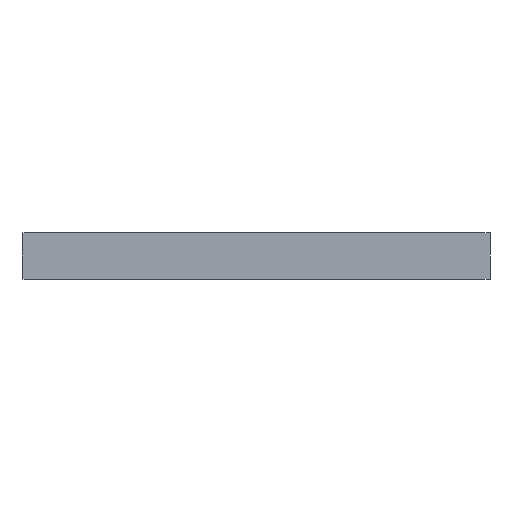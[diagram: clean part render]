
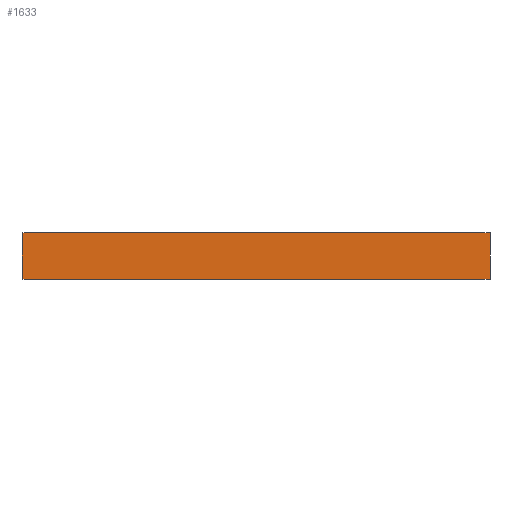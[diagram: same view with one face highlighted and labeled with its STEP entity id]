
A CAD part, front view. The second image highlights one B-rep face of the part: STEP entity #1633.
In plain terms, the highlighted planar face has unit normal (0, -1, 0).
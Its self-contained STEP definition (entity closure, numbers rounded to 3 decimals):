
#44 = PLANE('',#45);
#45 = AXIS2_PLACEMENT_3D('',#46,#47,#48);
#46 = CARTESIAN_POINT('',(-20.,-2.563,0.));
#47 = DIRECTION('',(-0.,-0.,-1.));
#48 = DIRECTION('',(-1.,0.,0.));
#100 = PLANE('',#101);
#101 = AXIS2_PLACEMENT_3D('',#102,#103,#104);
#102 = CARTESIAN_POINT('',(-20.,-2.563,4.));
#103 = DIRECTION('',(-0.,-0.,-1.));
#104 = DIRECTION('',(-1.,0.,0.));
#223 = VERTEX_POINT('',#224);
#224 = CARTESIAN_POINT('',(0.,-37.,0.));
#238 = PLANE('',#239);
#239 = AXIS2_PLACEMENT_3D('',#240,#241,#242);
#240 = CARTESIAN_POINT('',(0.,-25.,0.));
#241 = DIRECTION('',(1.,0.,0.));
#242 = DIRECTION('',(0.,-1.,0.));
#250 = EDGE_CURVE('',#223,#251,#253,.T.);
#251 = VERTEX_POINT('',#252);
#252 = CARTESIAN_POINT('',(-40.,-37.,0.));
#253 = SURFACE_CURVE('',#254,(#258,#265),.PCURVE_S1.);
#254 = LINE('',#255,#256);
#255 = CARTESIAN_POINT('',(0.,-37.,0.));
#256 = VECTOR('',#257,1.);
#257 = DIRECTION('',(-1.,0.,0.));
#258 = PCURVE('',#44,#259);
#259 = DEFINITIONAL_REPRESENTATION('',(#260),#264);
#260 = LINE('',#261,#262);
#261 = CARTESIAN_POINT('',(-20.,-34.437));
#262 = VECTOR('',#263,1.);
#263 = DIRECTION('',(1.,0.));
#264 = ( GEOMETRIC_REPRESENTATION_CONTEXT(2) 
PARAMETRIC_REPRESENTATION_CONTEXT() REPRESENTATION_CONTEXT('2D SPACE',''
  ) );
#265 = PCURVE('',#266,#271);
#266 = PLANE('',#267);
#267 = AXIS2_PLACEMENT_3D('',#268,#269,#270);
#268 = CARTESIAN_POINT('',(0.,-37.,0.));
#269 = DIRECTION('',(0.,-1.,0.));
#270 = DIRECTION('',(-1.,0.,0.));
#271 = DEFINITIONAL_REPRESENTATION('',(#272),#276);
#272 = LINE('',#273,#274);
#273 = CARTESIAN_POINT('',(0.,-0.));
#274 = VECTOR('',#275,1.);
#275 = DIRECTION('',(1.,0.));
#276 = ( GEOMETRIC_REPRESENTATION_CONTEXT(2) 
PARAMETRIC_REPRESENTATION_CONTEXT() REPRESENTATION_CONTEXT('2D SPACE',''
  ) );
#294 = PLANE('',#295);
#295 = AXIS2_PLACEMENT_3D('',#296,#297,#298);
#296 = CARTESIAN_POINT('',(-40.,-37.,0.));
#297 = DIRECTION('',(-1.,0.,0.));
#298 = DIRECTION('',(0.,1.,0.));
#984 = VERTEX_POINT('',#985);
#985 = CARTESIAN_POINT('',(0.,-37.,4.));
#1006 = EDGE_CURVE('',#984,#1007,#1009,.T.);
#1007 = VERTEX_POINT('',#1008);
#1008 = CARTESIAN_POINT('',(-40.,-37.,4.));
#1009 = SURFACE_CURVE('',#1010,(#1014,#1021),.PCURVE_S1.);
#1010 = LINE('',#1011,#1012);
#1011 = CARTESIAN_POINT('',(0.,-37.,4.));
#1012 = VECTOR('',#1013,1.);
#1013 = DIRECTION('',(-1.,0.,0.));
#1014 = PCURVE('',#100,#1015);
#1015 = DEFINITIONAL_REPRESENTATION('',(#1016),#1020);
#1016 = LINE('',#1017,#1018);
#1017 = CARTESIAN_POINT('',(-20.,-34.437));
#1018 = VECTOR('',#1019,1.);
#1019 = DIRECTION('',(1.,0.));
#1020 = ( GEOMETRIC_REPRESENTATION_CONTEXT(2) 
PARAMETRIC_REPRESENTATION_CONTEXT() REPRESENTATION_CONTEXT('2D SPACE',''
  ) );
#1021 = PCURVE('',#266,#1022);
#1022 = DEFINITIONAL_REPRESENTATION('',(#1023),#1027);
#1023 = LINE('',#1024,#1025);
#1024 = CARTESIAN_POINT('',(0.,-4.));
#1025 = VECTOR('',#1026,1.);
#1026 = DIRECTION('',(1.,0.));
#1027 = ( GEOMETRIC_REPRESENTATION_CONTEXT(2) 
PARAMETRIC_REPRESENTATION_CONTEXT() REPRESENTATION_CONTEXT('2D SPACE',''
  ) );
#1585 = EDGE_CURVE('',#223,#984,#1586,.T.);
#1586 = SURFACE_CURVE('',#1587,(#1591,#1598),.PCURVE_S1.);
#1587 = LINE('',#1588,#1589);
#1588 = CARTESIAN_POINT('',(0.,-37.,0.));
#1589 = VECTOR('',#1590,1.);
#1590 = DIRECTION('',(0.,0.,1.));
#1591 = PCURVE('',#238,#1592);
#1592 = DEFINITIONAL_REPRESENTATION('',(#1593),#1597);
#1593 = LINE('',#1594,#1595);
#1594 = CARTESIAN_POINT('',(12.,0.));
#1595 = VECTOR('',#1596,1.);
#1596 = DIRECTION('',(0.,-1.));
#1597 = ( GEOMETRIC_REPRESENTATION_CONTEXT(2) 
PARAMETRIC_REPRESENTATION_CONTEXT() REPRESENTATION_CONTEXT('2D SPACE',''
  ) );
#1598 = PCURVE('',#266,#1599);
#1599 = DEFINITIONAL_REPRESENTATION('',(#1600),#1604);
#1600 = LINE('',#1601,#1602);
#1601 = CARTESIAN_POINT('',(0.,-0.));
#1602 = VECTOR('',#1603,1.);
#1603 = DIRECTION('',(0.,-1.));
#1604 = ( GEOMETRIC_REPRESENTATION_CONTEXT(2) 
PARAMETRIC_REPRESENTATION_CONTEXT() REPRESENTATION_CONTEXT('2D SPACE',''
  ) );
#1611 = EDGE_CURVE('',#251,#1007,#1612,.T.);
#1612 = SURFACE_CURVE('',#1613,(#1617,#1624),.PCURVE_S1.);
#1613 = LINE('',#1614,#1615);
#1614 = CARTESIAN_POINT('',(-40.,-37.,0.));
#1615 = VECTOR('',#1616,1.);
#1616 = DIRECTION('',(0.,0.,1.));
#1617 = PCURVE('',#294,#1618);
#1618 = DEFINITIONAL_REPRESENTATION('',(#1619),#1623);
#1619 = LINE('',#1620,#1621);
#1620 = CARTESIAN_POINT('',(0.,0.));
#1621 = VECTOR('',#1622,1.);
#1622 = DIRECTION('',(0.,-1.));
#1623 = ( GEOMETRIC_REPRESENTATION_CONTEXT(2) 
PARAMETRIC_REPRESENTATION_CONTEXT() REPRESENTATION_CONTEXT('2D SPACE',''
  ) );
#1624 = PCURVE('',#266,#1625);
#1625 = DEFINITIONAL_REPRESENTATION('',(#1626),#1630);
#1626 = LINE('',#1627,#1628);
#1627 = CARTESIAN_POINT('',(40.,0.));
#1628 = VECTOR('',#1629,1.);
#1629 = DIRECTION('',(0.,-1.));
#1630 = ( GEOMETRIC_REPRESENTATION_CONTEXT(2) 
PARAMETRIC_REPRESENTATION_CONTEXT() REPRESENTATION_CONTEXT('2D SPACE',''
  ) );
#1633 = ADVANCED_FACE('',(#1634),#266,.T.);
#1634 = FACE_BOUND('',#1635,.T.);
#1635 = EDGE_LOOP('',(#1636,#1637,#1638,#1639));
#1636 = ORIENTED_EDGE('',*,*,#1585,.T.);
#1637 = ORIENTED_EDGE('',*,*,#1006,.T.);
#1638 = ORIENTED_EDGE('',*,*,#1611,.F.);
#1639 = ORIENTED_EDGE('',*,*,#250,.F.);
